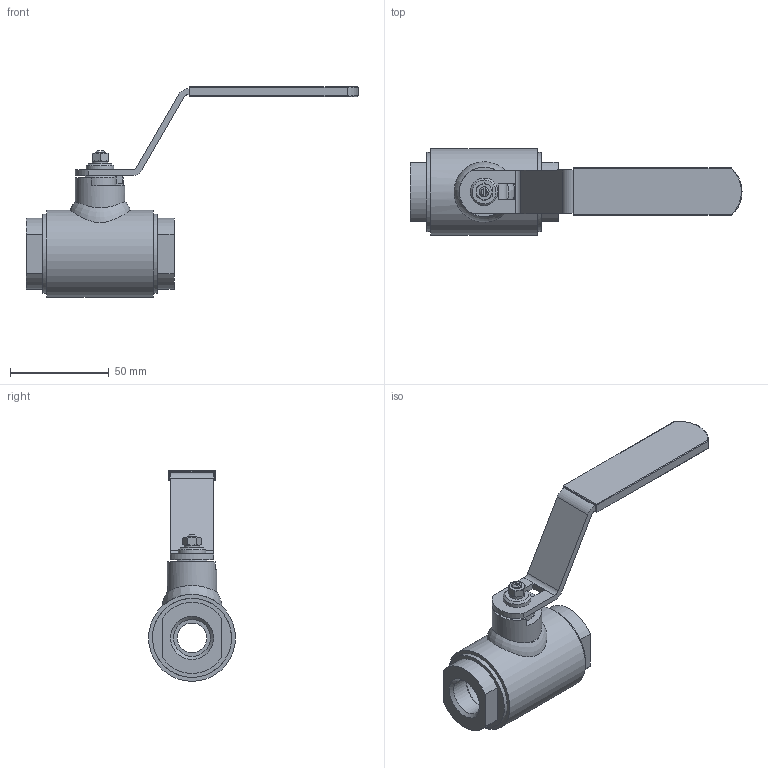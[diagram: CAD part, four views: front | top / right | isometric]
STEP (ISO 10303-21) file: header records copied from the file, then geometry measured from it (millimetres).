
FILE_DESCRIPTION((''),'2;1');
FILE_NAME('ФБ39 030 015 000.stp','2016-06-29T14:20:49',('��������'),(''),'Autodesk Inventor 2013','Autodesk Inventor 2013','');
FILE_SCHEMA(('AUTOMOTIVE_DESIGN { 1 0 10303 214 1 1 1 1 }'));
Length unit declared in the file: millimetre
Products named in the file (21): ФБ39 030 015 000; ФБ39 210 015 020; ФБ39 210 015 020_Сварные швы; ФБ39 210 015 021; ФБ39 210 015 022; ФБ39 010 015 001Э1; ФБ39 210 015 014Р; ФБ39 210 015 707; ФБС94 034 02 002; ФБС94 034 02 005; ФБС94 008 02 006; Ручка; Рукав; ФБС94 008 02 007; Шайба ГОСТ 6402-70 10 N; ФБ39 410 015 014; Шайба ГОСТ 6402-70 5 N; Гайка ГОСТ 5927-70 M5; ФБ39 210 015 002; Седло
Assembly tree (23 placements, depth 3):
  ФБ39 030 015 000
    ФБ39 210 015 020
      ФБ39 210 015 020_Сварные швы
      ФБ39 210 015 021
      ФБ39 210 015 022
    ФБ39 010 015 001Э1
    ФБ39 210 015 014Р  x2
    ФБ39 210 015 707
    ФБС94 034 02 002
    ФБС94 034 02 005
    ФБС94 008 02 006
    Ручка
      Ручка
      Рукав
    ФБС94 008 02 007
    Шайба ГОСТ 6402-70 10 N
    ФБ39 410 015 014
    Шайба ГОСТ 6402-70 5 N
    Гайка ГОСТ 5927-70 M5
    ФБ39 210 015 002  x2
    Седло  x2
Bounding box: 168 x 44 x 106.64 mm (x, y, z)
Volume: 105476.6 mm3; surface area: 61438.9 mm2
Topology: 21 solids, 21 shells, 298 faces, 640 edges, 400 vertices
Faces by surface type: plane 131, cylinder 101, cone 46, torus 10, sphere 9, bspline 1
Full cylindrical faces by diameter (mm): 3.8 x1, 4.134 x1, 5 x1, 5.5 x1, 7.8 x1, 8.376 x1, 10 x2, 11 x5, 13 x1, 14 x1, 14.5 x1, 15 x7, 16 x1, 17 x3, 18 x1, 18.631 x2, 21.5 x2, 22 x4, 25 x2, 26 x2, 30 x1, 30.8 x2, 31.376 x2, 33 x6, 33.1 x2, 33.7 x2, 38 x4, 40 x2, 44 x1
Entity records: 7662 total; most frequent: CARTESIAN_POINT 1677, DIRECTION 1250, ORIENTED_EDGE 920, AXIS2_PLACEMENT_3D 536, EDGE_CURVE 460, EDGE_LOOP 389, VERTEX_POINT 331, FACE_OUTER_BOUND 261
